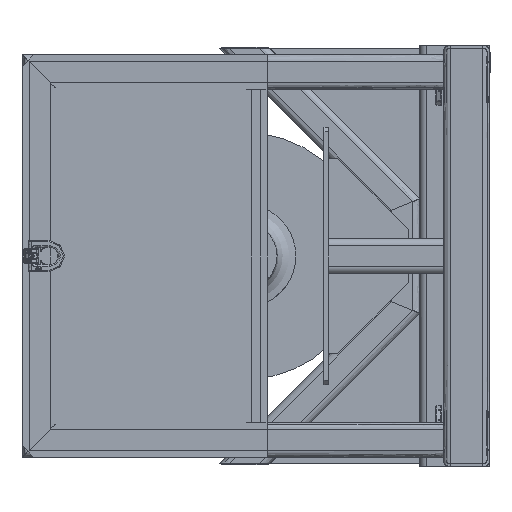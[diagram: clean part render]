
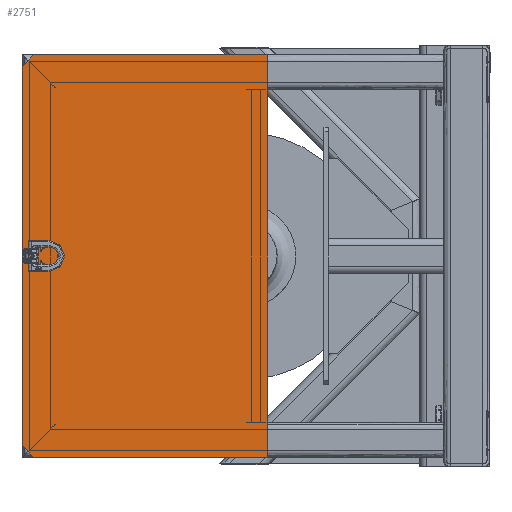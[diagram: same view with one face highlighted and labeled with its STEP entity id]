
A CAD part, left-side view. The second image highlights one B-rep face of the part: STEP entity #2751.
In plain terms, the highlighted free-form (B-spline) face has degree [1, 1] with [2, 2] control points.
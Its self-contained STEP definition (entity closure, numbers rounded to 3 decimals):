
#2691 = EDGE_CURVE('',#2692,#2694,#2696,.T.);
#2692 = VERTEX_POINT('',#2693);
#2693 = CARTESIAN_POINT('',(-1385.682,968.661,
    -427.204));
#2694 = VERTEX_POINT('',#2695);
#2695 = CARTESIAN_POINT('',(-1385.682,993.499,
    -402.367));
#2696 = B_SPLINE_CURVE_WITH_KNOTS('',1,(#2697,#2698),.UNSPECIFIED.,.F.,
  .F.,(2,2),(-76.898,-41.543),.PIECEWISE_BEZIER_KNOTS.);
#2697 = CARTESIAN_POINT('',(-1385.682,968.661,
    -427.204));
#2698 = CARTESIAN_POINT('',(-1385.682,993.499,
    -402.367));
#2728 = EDGE_CURVE('',#2694,#2729,#2731,.T.);
#2729 = VERTEX_POINT('',#2730);
#2730 = CARTESIAN_POINT('',(-1385.682,993.499,
    402.367));
#2731 = B_SPLINE_CURVE_WITH_KNOTS('',1,(#2732,#2733),.UNSPECIFIED.,.F.,
  .F.,(2,2),(25.,835.),.PIECEWISE_BEZIER_KNOTS.);
#2732 = CARTESIAN_POINT('',(-1385.682,993.499,
    -402.367));
#2733 = CARTESIAN_POINT('',(-1385.682,993.499,
    402.367));
#2751 = ADVANCED_FACE('',(#2752),#2782,.F.);
#2752 = FACE_BOUND('',#2753,.T.);
#2753 = EDGE_LOOP('',(#2754,#2755,#2762,#2769,#2776,#2781));
#2754 = ORIENTED_EDGE('',*,*,#2691,.F.);
#2755 = ORIENTED_EDGE('',*,*,#2756,.F.);
#2756 = EDGE_CURVE('',#2757,#2692,#2759,.T.);
#2757 = VERTEX_POINT('',#2758);
#2758 = CARTESIAN_POINT('',(-1385.682,471.912,
    -427.204));
#2759 = B_SPLINE_CURVE_WITH_KNOTS('',1,(#2760,#2761),.UNSPECIFIED.,.F.,
  .F.,(2,2),(375.,875.),.PIECEWISE_BEZIER_KNOTS.);
#2760 = CARTESIAN_POINT('',(-1385.682,471.912,
    -427.204));
#2761 = CARTESIAN_POINT('',(-1385.682,968.661,
    -427.204));
#2762 = ORIENTED_EDGE('',*,*,#2763,.F.);
#2763 = EDGE_CURVE('',#2764,#2757,#2766,.T.);
#2764 = VERTEX_POINT('',#2765);
#2765 = CARTESIAN_POINT('',(-1385.682,471.912,
    427.204));
#2766 = B_SPLINE_CURVE_WITH_KNOTS('',1,(#2767,#2768),.UNSPECIFIED.,.F.,
  .F.,(2,2),(0.,860.),.PIECEWISE_BEZIER_KNOTS.);
#2767 = CARTESIAN_POINT('',(-1385.682,471.912,
    427.204));
#2768 = CARTESIAN_POINT('',(-1385.682,471.912,
    -427.204));
#2769 = ORIENTED_EDGE('',*,*,#2770,.F.);
#2770 = EDGE_CURVE('',#2771,#2764,#2773,.T.);
#2771 = VERTEX_POINT('',#2772);
#2772 = CARTESIAN_POINT('',(-1385.682,968.661,
    427.204));
#2773 = B_SPLINE_CURVE_WITH_KNOTS('',1,(#2774,#2775),.UNSPECIFIED.,.F.,
  .F.,(2,2),(25.,525.),.PIECEWISE_BEZIER_KNOTS.);
#2774 = CARTESIAN_POINT('',(-1385.682,968.661,
    427.204));
#2775 = CARTESIAN_POINT('',(-1385.682,471.912,
    427.204));
#2776 = ORIENTED_EDGE('',*,*,#2777,.F.);
#2777 = EDGE_CURVE('',#2729,#2771,#2778,.T.);
#2778 = B_SPLINE_CURVE_WITH_KNOTS('',1,(#2779,#2780),.UNSPECIFIED.,.F.,
  .F.,(2,2),(41.543,76.898),.PIECEWISE_BEZIER_KNOTS.);
#2779 = CARTESIAN_POINT('',(-1385.682,993.499,
    402.367));
#2780 = CARTESIAN_POINT('',(-1385.682,968.661,
    427.204));
#2781 = ORIENTED_EDGE('',*,*,#2728,.F.);
#2782 = B_SPLINE_SURFACE_WITH_KNOTS('',1,1,(
    (#2783,#2784)
    ,(#2785,#2786
    )),.UNSPECIFIED.,.F.,.F.,.F.,(2,2),(2,2),(-430.,430.),(-262.5,262.5)
  ,.PIECEWISE_BEZIER_KNOTS.);
#2783 = CARTESIAN_POINT('',(-1385.682,471.912,
    427.204));
#2784 = CARTESIAN_POINT('',(-1385.682,993.499,
    427.204));
#2785 = CARTESIAN_POINT('',(-1385.682,471.912,
    -427.204));
#2786 = CARTESIAN_POINT('',(-1385.682,993.499,
    -427.204));
